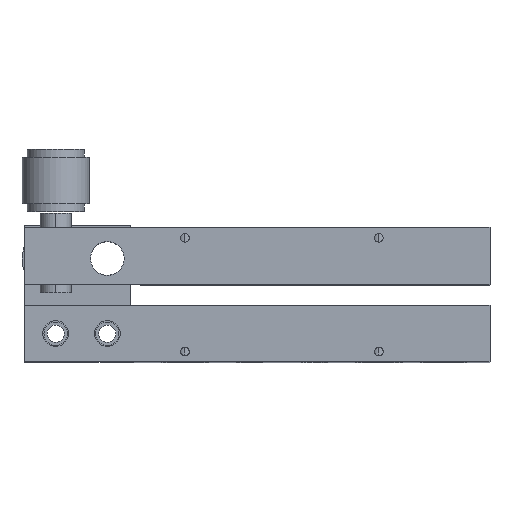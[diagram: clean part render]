
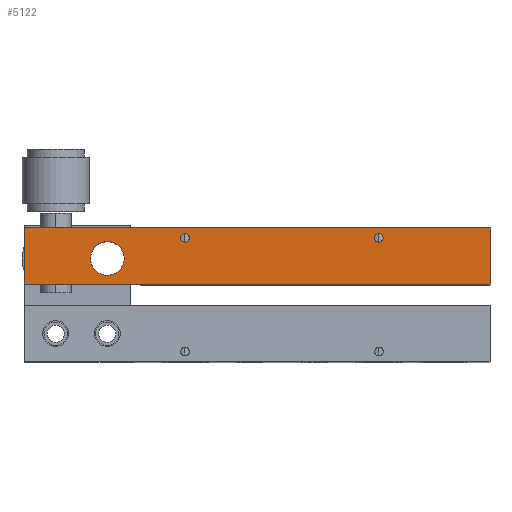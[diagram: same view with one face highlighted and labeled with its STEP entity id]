
A CAD part, top view. The second image highlights one B-rep face of the part: STEP entity #5122.
In plain terms, the highlighted planar face has unit normal (0, 0, 1).
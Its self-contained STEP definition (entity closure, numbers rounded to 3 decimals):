
#70 = AXIS2_PLACEMENT_3D ( 'NONE', #5414, #789, #6167 ) ;
#82 = VERTEX_POINT ( 'NONE', #495 ) ;
#305 = ORIENTED_EDGE ( 'NONE', *, *, #3591, .T. ) ;
#447 = DIRECTION ( 'NONE',  ( 0., 0., -1. ) ) ;
#495 = CARTESIAN_POINT ( 'NONE',  ( -29.343, 24., 0. ) ) ;
#552 = EDGE_LOOP ( 'NONE', ( #9184, #6070 ) ) ;
#671 = VERTEX_POINT ( 'NONE', #7081 ) ;
#716 = DIRECTION ( 'NONE',  ( 0., 1., 0. ) ) ;
#719 = VERTEX_POINT ( 'NONE', #1099 ) ;
#789 = DIRECTION ( 'NONE',  ( 0., 0., -1. ) ) ;
#905 = EDGE_CURVE ( 'NONE', #671, #1805, #1073, .T. ) ;
#935 = CARTESIAN_POINT ( 'NONE',  ( -28.493, 24., 0. ) ) ;
#1073 = LINE ( 'NONE', #6695, #9010 ) ;
#1086 = ORIENTED_EDGE ( 'NONE', *, *, #7815, .T. ) ;
#1099 = CARTESIAN_POINT ( 'NONE',  ( -77.743, 20., 0. ) ) ;
#1101 = DIRECTION ( 'NONE',  ( 0., 0., -1. ) ) ;
#1154 = EDGE_LOOP ( 'NONE', ( #7981, #3685 ) ) ;
#1191 = AXIS2_PLACEMENT_3D ( 'NONE', #6875, #2281, #7655 ) ;
#1203 = CARTESIAN_POINT ( 'NONE',  ( -65.993, 24., 0. ) ) ;
#1237 = AXIS2_PLACEMENT_3D ( 'NONE', #5700, #1101, #6473 ) ;
#1307 = AXIS2_PLACEMENT_3D ( 'NONE', #4373, #9759, #5157 ) ;
#1370 = FACE_BOUND ( 'NONE', #1154, .T. ) ;
#1517 = CIRCLE ( 'NONE', #1191, 0.85 ) ;
#1616 = FACE_BOUND ( 'NONE', #552, .T. ) ;
#1719 = DIRECTION ( 'NONE',  ( 1., 0., 0. ) ) ;
#1805 = VERTEX_POINT ( 'NONE', #8373 ) ;
#1960 = DIRECTION ( 'NONE',  ( 1., 0., 0. ) ) ;
#2078 = DIRECTION ( 'NONE',  ( 1., 0., 0. ) ) ;
#2222 = VECTOR ( 'NONE', #7426, 1000. ) ;
#2281 = DIRECTION ( 'NONE',  ( 0., 0., 1. ) ) ;
#2738 = CARTESIAN_POINT ( 'NONE',  ( -7.493, 26., 0. ) ) ;
#2826 = CARTESIAN_POINT ( 'NONE',  ( -7.493, 15., 0. ) ) ;
#3050 = CIRCLE ( 'NONE', #1237, 3.25 ) ;
#3293 = CIRCLE ( 'NONE', #7094, 0.85 ) ;
#3580 = EDGE_CURVE ( 'NONE', #8384, #5369, #8359, .T. ) ;
#3585 = CARTESIAN_POINT ( 'NONE',  ( -27.643, 24., 0. ) ) ;
#3591 = EDGE_CURVE ( 'NONE', #671, #5125, #4265, .T. ) ;
#3595 = EDGE_CURVE ( 'NONE', #1805, #6175, #8096, .T. ) ;
#3685 = ORIENTED_EDGE ( 'NONE', *, *, #8566, .F. ) ;
#3763 = CARTESIAN_POINT ( 'NONE',  ( -6.993, -55.002, 0. ) ) ;
#3824 = ORIENTED_EDGE ( 'NONE', *, *, #3595, .F. ) ;
#3955 = AXIS2_PLACEMENT_3D ( 'NONE', #1203, #6561, #1960 ) ;
#4072 = CIRCLE ( 'NONE', #70, 3.25 ) ;
#4224 = EDGE_CURVE ( 'NONE', #6410, #82, #3293, .T. ) ;
#4265 = LINE ( 'NONE', #2826, #2222 ) ;
#4268 = CARTESIAN_POINT ( 'NONE',  ( -65.143, 24., 0. ) ) ;
#4280 = PLANE ( 'NONE',  #6508 ) ;
#4306 = ORIENTED_EDGE ( 'NONE', *, *, #5080, .F. ) ;
#4359 = EDGE_CURVE ( 'NONE', #8236, #719, #3050, .T. ) ;
#4373 = CARTESIAN_POINT ( 'NONE',  ( -65.993, 24., 0. ) ) ;
#4452 = DIRECTION ( 'NONE',  ( 0., 1., 0. ) ) ;
#4469 = EDGE_LOOP ( 'NONE', ( #7118, #4306 ) ) ;
#4801 = EDGE_LOOP ( 'NONE', ( #305, #1086, #3824, #6299 ) ) ;
#5080 = EDGE_CURVE ( 'NONE', #5369, #8384, #9780, .T. ) ;
#5122 = ADVANCED_FACE ( 'NONE', ( #1370, #5452, #1616, #9314 ), #4280, .F. ) ;
#5125 = VERTEX_POINT ( 'NONE', #7331 ) ;
#5157 = DIRECTION ( 'NONE',  ( 1., 0., 0. ) ) ;
#5369 = VERTEX_POINT ( 'NONE', #8444 ) ;
#5414 = CARTESIAN_POINT ( 'NONE',  ( -80.993, 20., 0. ) ) ;
#5452 = FACE_BOUND ( 'NONE', #4469, .T. ) ;
#5700 = CARTESIAN_POINT ( 'NONE',  ( -80.993, 20., 0. ) ) ;
#5834 = DIRECTION ( 'NONE',  ( -1., 0., 0. ) ) ;
#5895 = CARTESIAN_POINT ( 'NONE',  ( -7.493, 26., 0. ) ) ;
#6070 = ORIENTED_EDGE ( 'NONE', *, *, #7399, .T. ) ;
#6079 = VECTOR ( 'NONE', #2078, 1000. ) ;
#6097 = VECTOR ( 'NONE', #716, 1000. ) ;
#6167 = DIRECTION ( 'NONE',  ( -1., 0., 0. ) ) ;
#6175 = VERTEX_POINT ( 'NONE', #9403 ) ;
#6299 = ORIENTED_EDGE ( 'NONE', *, *, #905, .F. ) ;
#6306 = DIRECTION ( 'NONE',  ( 0., 0., 1. ) ) ;
#6390 = CARTESIAN_POINT ( 'NONE',  ( -84.243, 20., 0. ) ) ;
#6410 = VERTEX_POINT ( 'NONE', #3585 ) ;
#6473 = DIRECTION ( 'NONE',  ( -1., 0., 0. ) ) ;
#6508 = AXIS2_PLACEMENT_3D ( 'NONE', #2738, #447, #5834 ) ;
#6561 = DIRECTION ( 'NONE',  ( 0., 0., 1. ) ) ;
#6695 = CARTESIAN_POINT ( 'NONE',  ( -96.993, -12.042, 0. ) ) ;
#6875 = CARTESIAN_POINT ( 'NONE',  ( -28.493, 24., 0. ) ) ;
#7081 = CARTESIAN_POINT ( 'NONE',  ( -96.993, 15., 0. ) ) ;
#7094 = AXIS2_PLACEMENT_3D ( 'NONE', #935, #6306, #1719 ) ;
#7118 = ORIENTED_EDGE ( 'NONE', *, *, #3580, .F. ) ;
#7331 = CARTESIAN_POINT ( 'NONE',  ( -6.993, 15., 0. ) ) ;
#7399 = EDGE_CURVE ( 'NONE', #719, #8236, #4072, .T. ) ;
#7426 = DIRECTION ( 'NONE',  ( 1., 0., 0. ) ) ;
#7655 = DIRECTION ( 'NONE',  ( 1., 0., 0. ) ) ;
#7815 = EDGE_CURVE ( 'NONE', #5125, #6175, #8112, .T. ) ;
#7981 = ORIENTED_EDGE ( 'NONE', *, *, #4224, .F. ) ;
#8096 = LINE ( 'NONE', #5895, #6079 ) ;
#8112 = LINE ( 'NONE', #3763, #6097 ) ;
#8236 = VERTEX_POINT ( 'NONE', #6390 ) ;
#8359 = CIRCLE ( 'NONE', #1307, 0.85 ) ;
#8373 = CARTESIAN_POINT ( 'NONE',  ( -96.993, 26., 0. ) ) ;
#8384 = VERTEX_POINT ( 'NONE', #4268 ) ;
#8444 = CARTESIAN_POINT ( 'NONE',  ( -66.843, 24., 0. ) ) ;
#8566 = EDGE_CURVE ( 'NONE', #82, #6410, #1517, .T. ) ;
#9010 = VECTOR ( 'NONE', #4452, 1000. ) ;
#9184 = ORIENTED_EDGE ( 'NONE', *, *, #4359, .T. ) ;
#9314 = FACE_OUTER_BOUND ( 'NONE', #4801, .T. ) ;
#9403 = CARTESIAN_POINT ( 'NONE',  ( -6.993, 26., 0. ) ) ;
#9759 = DIRECTION ( 'NONE',  ( 0., 0., 1. ) ) ;
#9780 = CIRCLE ( 'NONE', #3955, 0.85 ) ;
